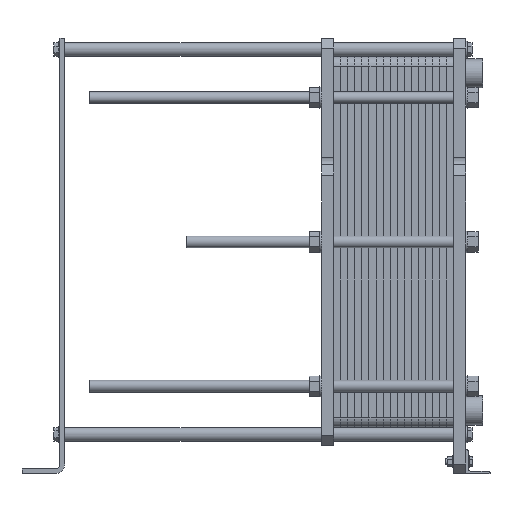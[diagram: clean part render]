
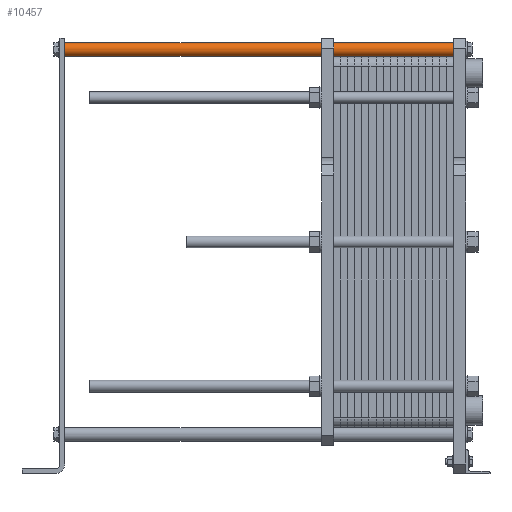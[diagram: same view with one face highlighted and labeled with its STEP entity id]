
A CAD part, left-side view. The second image highlights one B-rep face of the part: STEP entity #10457.
In plain terms, the highlighted cylindrical face has radius 14 mm (diameter 28 mm), a full revolution.
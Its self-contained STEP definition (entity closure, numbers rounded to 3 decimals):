
#1454=CYLINDRICAL_SURFACE('',#11055,14.);
#1616=FACE_BOUND('',#4779,.T.);
#4228=FACE_OUTER_BOUND('',#4778,.T.);
#4778=EDGE_LOOP('',(#8524));
#4779=EDGE_LOOP('',(#8525));
#5150=CIRCLE('',#10800,14.);
#5220=CIRCLE('',#11056,14.);
#5794=VERTEX_POINT('',#15385);
#6060=VERTEX_POINT('',#16237);
#6566=EDGE_CURVE('',#5794,#5794,#5150,.T.);
#6966=EDGE_CURVE('',#6060,#6060,#5220,.T.);
#8524=ORIENTED_EDGE('',*,*,#6966,.F.);
#8525=ORIENTED_EDGE('',*,*,#6566,.F.);
#10457=ADVANCED_FACE('',(#4228,#1616),#1454,.T.);
#10800=AXIS2_PLACEMENT_3D('',#15386,#11959,#11960);
#11055=AXIS2_PLACEMENT_3D('',#16236,#12799,#12800);
#11056=AXIS2_PLACEMENT_3D('',#16238,#12801,#12802);
#11959=DIRECTION('center_axis',(0.,-1.,0.));
#11960=DIRECTION('ref_axis',(-1.,0.,0.));
#12799=DIRECTION('center_axis',(0.,1.,0.));
#12800=DIRECTION('ref_axis',(-1.,0.,0.));
#12801=DIRECTION('center_axis',(0.,1.,0.));
#12802=DIRECTION('ref_axis',(-1.,0.,0.));
#15385=CARTESIAN_POINT('',(14.,0.,873.));
#15386=CARTESIAN_POINT('Origin',(0.,0.,
873.));
#16236=CARTESIAN_POINT('Origin',(0.,0.,
873.));
#16237=CARTESIAN_POINT('',(14.,800.,873.));
#16238=CARTESIAN_POINT('Origin',(0.,800.,873.));
